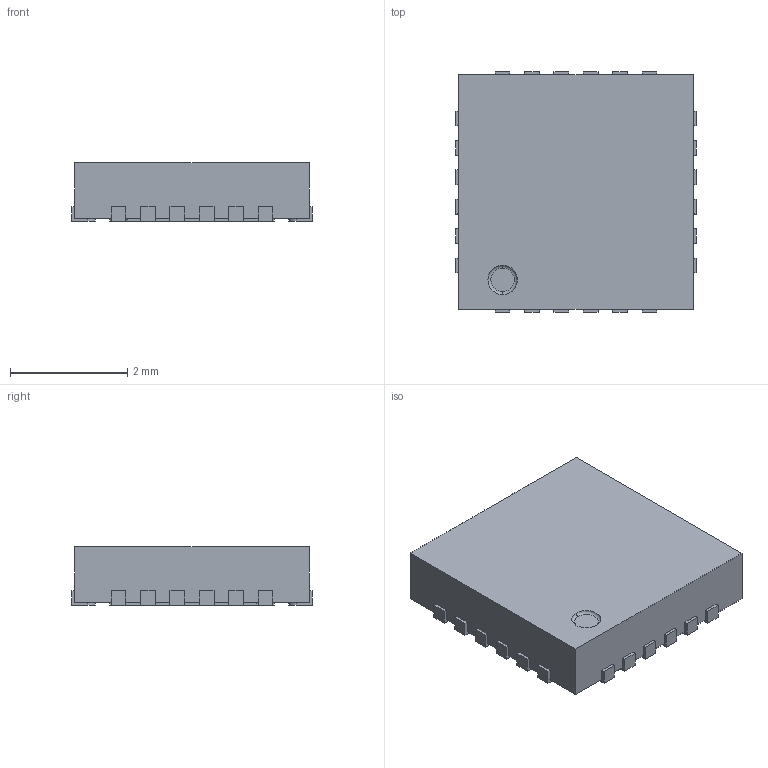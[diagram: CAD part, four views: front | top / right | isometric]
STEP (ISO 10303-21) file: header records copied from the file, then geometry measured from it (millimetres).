
FILE_DESCRIPTION(('FreeCAD Model'),'2;1');
FILE_NAME('QFN50P400X400X100-25.step','2021-04-01T17:20:02',('kicad StepUp') ,('ksu MCAD'),'Open CASCADE STEP processor 7.2','FreeCAD','Unknown');
FILE_SCHEMA(('AUTOMOTIVE_DESIGN { 1 0 10303 214 1 1 1 1 }'));
Length unit declared in the file: millimetre
Products named in the file (1): QFN50P400X400X100-25
Bounding box: 4.1 x 4.1 x 1 mm (x, y, z)
Volume: 15.8 mm3; surface area: 72.2 mm2
Topology: 26 solids, 26 shells, 232 faces, 537 edges, 358 vertices
Faces by surface type: plane 182, cylinder 48, torus 2
Entity records: 8131 total; most frequent: CARTESIAN_POINT 1128, DIRECTION 1105, ORIENTED_EDGE 1074, EDGE_CURVE 537, LINE 435, VECTOR 435, VERTEX_POINT 358, AXIS2_PLACEMENT_3D 335
